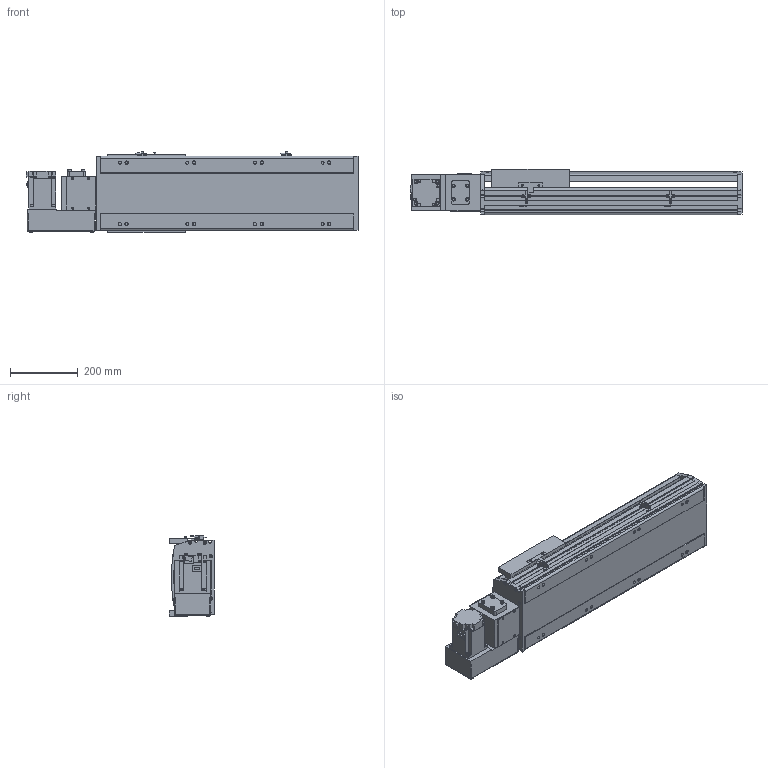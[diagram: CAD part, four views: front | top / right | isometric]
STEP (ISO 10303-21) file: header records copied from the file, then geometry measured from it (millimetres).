
FILE_DESCRIPTION (( 'STEP AP214' ), '1' );
FILE_NAME ('WEX220BL-040LC-0400XXXX.STEP', '2025-02-28T17:06:23', ( '' ), ( '' ), 'SwSTEP 2.0', 'SolidWorks 2022', '' );
FILE_SCHEMA (( 'AUTOMOTIVE_DESIGN' ));
Length unit declared in the file: millimetre
Products named in the file (9): WEX220BL-040LC-0400XXXX; WEX220-400BMOTOR; WEX220-400BSENSOR; WEX220-400B-3; WEX220-400B-1; WEX220-400BCARRIAGE; FANG STICKER; WEX220-400B-4; WEX220-400B-2
Assembly tree (7 placements, depth 2):
  WEX220BL-040LC-0400XXXX
    WEX220-400B-2
    WEX220-400BCARRIAGE
    WEX220-400B-3
    WEX220-400BSENSOR  x2
    WEX220-400BMOTOR
    FANG STICKER
  WEX220-400B-1
  WEX220-400B-4
Bounding box: 982.8 x 134 x 239.56 mm (x, y, z)
Volume: 14663930.6 mm3; surface area: 1338697.6 mm2
Topology: 7 solids, 10 shells, 1501 faces, 3758 edges, 2464 vertices
Faces by surface type: plane 1071, cylinder 362, cone 48, torus 20
Entity records: 42214 total; most frequent: CARTESIAN_POINT 7751, DIRECTION 6912, ORIENTED_EDGE 6884, EDGE_CURVE 3442, LINE 2642, VECTOR 2642, VERTEX_POINT 2262, AXIS2_PLACEMENT_3D 2135
